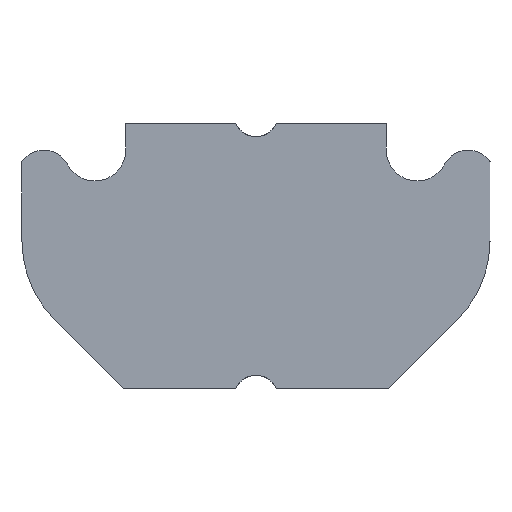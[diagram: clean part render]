
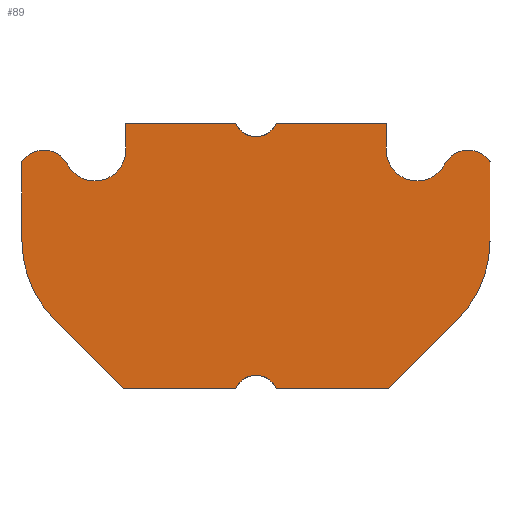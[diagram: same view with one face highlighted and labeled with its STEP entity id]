
A CAD part, left-side view. The second image highlights one B-rep face of the part: STEP entity #89.
In plain terms, the highlighted planar face has unit normal (-1, 0, 0).
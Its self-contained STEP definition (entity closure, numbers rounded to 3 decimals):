
#89 = ADVANCED_FACE( '', ( #162 ), #163, .T. );
#162 = FACE_OUTER_BOUND( '', #243, .T. );
#163 = PLANE( '', #244 );
#243 = EDGE_LOOP( '', ( #426, #427, #428, #429, #430, #431, #432, #433, #434, #435, #436, #437, #438, #439, #440, #441, #442, #443, #444 ) );
#244 = AXIS2_PLACEMENT_3D( '', #445, #446, #447 );
#426 = ORIENTED_EDGE( '', *, *, #771, .T. );
#427 = ORIENTED_EDGE( '', *, *, #772, .T. );
#428 = ORIENTED_EDGE( '', *, *, #773, .T. );
#429 = ORIENTED_EDGE( '', *, *, #769, .T. );
#430 = ORIENTED_EDGE( '', *, *, #768, .F. );
#431 = ORIENTED_EDGE( '', *, *, #765, .T. );
#432 = ORIENTED_EDGE( '', *, *, #774, .T. );
#433 = ORIENTED_EDGE( '', *, *, #775, .T. );
#434 = ORIENTED_EDGE( '', *, *, #776, .T. );
#435 = ORIENTED_EDGE( '', *, *, #777, .T. );
#436 = ORIENTED_EDGE( '', *, *, #778, .T. );
#437 = ORIENTED_EDGE( '', *, *, #779, .F. );
#438 = ORIENTED_EDGE( '', *, *, #780, .T. );
#439 = ORIENTED_EDGE( '', *, *, #781, .T. );
#440 = ORIENTED_EDGE( '', *, *, #782, .F. );
#441 = ORIENTED_EDGE( '', *, *, #741, .T. );
#442 = ORIENTED_EDGE( '', *, *, #783, .T. );
#443 = ORIENTED_EDGE( '', *, *, #784, .F. );
#444 = ORIENTED_EDGE( '', *, *, #785, .F. );
#445 = CARTESIAN_POINT( '', ( 0., -5.3, 3. ) );
#446 = DIRECTION( '', ( -1., 0., 0. ) );
#447 = DIRECTION( '', ( 0., -1., 0. ) );
#741 = EDGE_CURVE( '', #851, #849, #852, .T. );
#765 = EDGE_CURVE( '', #892, #890, #893, .T. );
#768 = EDGE_CURVE( '', #892, #895, #897, .T. );
#769 = EDGE_CURVE( '', #898, #895, #899, .T. );
#771 = EDGE_CURVE( '', #901, #902, #903, .T. );
#772 = EDGE_CURVE( '', #902, #904, #905, .T. );
#773 = EDGE_CURVE( '', #904, #898, #906, .T. );
#774 = EDGE_CURVE( '', #890, #907, #908, .T. );
#775 = EDGE_CURVE( '', #907, #909, #910, .T. );
#776 = EDGE_CURVE( '', #909, #911, #912, .T. );
#777 = EDGE_CURVE( '', #911, #913, #914, .T. );
#778 = EDGE_CURVE( '', #913, #915, #916, .T. );
#779 = EDGE_CURVE( '', #917, #915, #918, .T. );
#780 = EDGE_CURVE( '', #917, #919, #920, .T. );
#781 = EDGE_CURVE( '', #919, #921, #922, .T. );
#782 = EDGE_CURVE( '', #851, #921, #923, .T. );
#783 = EDGE_CURVE( '', #849, #924, #925, .T. );
#784 = EDGE_CURVE( '', #926, #924, #927, .T. );
#785 = EDGE_CURVE( '', #901, #926, #928, .T. );
#849 = VERTEX_POINT( '', #963 );
#851 = VERTEX_POINT( '', #966 );
#852 = LINE( '', #967, #968 );
#890 = VERTEX_POINT( '', #1021 );
#892 = VERTEX_POINT( '', #1024 );
#893 = LINE( '', #1025, #1026 );
#895 = VERTEX_POINT( '', #1029 );
#897 = CIRCLE( '', #1032, 0.5 );
#898 = VERTEX_POINT( '', #1033 );
#899 = LINE( '', #1034, #1035 );
#901 = VERTEX_POINT( '', #1038 );
#902 = VERTEX_POINT( '', #1039 );
#903 = LINE( '', #1040, #1041 );
#904 = VERTEX_POINT( '', #1042 );
#905 = CIRCLE( '', #1043, 2.5 );
#906 = LINE( '', #1044, #1045 );
#907 = VERTEX_POINT( '', #1046 );
#908 = LINE( '', #1047, #1048 );
#909 = VERTEX_POINT( '', #1049 );
#910 = CIRCLE( '', #1050, 2.5 );
#911 = VERTEX_POINT( '', #1051 );
#912 = LINE( '', #1052, #1053 );
#913 = VERTEX_POINT( '', #1054 );
#914 = LINE( '', #1055, #1056 );
#915 = VERTEX_POINT( '', #1057 );
#916 = CIRCLE( '', #1058, 0.6 );
#917 = VERTEX_POINT( '', #1059 );
#918 = CIRCLE( '', #1060, 0.7 );
#919 = VERTEX_POINT( '', #1061 );
#920 = LINE( '', #1062, #1063 );
#921 = VERTEX_POINT( '', #1064 );
#922 = LINE( '', #1065, #1066 );
#923 = CIRCLE( '', #1067, 0.5 );
#924 = VERTEX_POINT( '', #1068 );
#925 = LINE( '', #1069, #1070 );
#926 = VERTEX_POINT( '', #1071 );
#927 = CIRCLE( '', #1072, 0.7 );
#928 = CIRCLE( '', #1073, 0.6 );
#963 = CARTESIAN_POINT( '', ( 0., 2.95, 3. ) );
#966 = CARTESIAN_POINT( '', ( 0., 0.458, 3. ) );
#967 = CARTESIAN_POINT( '', ( 0., -5.3, 3. ) );
#968 = VECTOR( '', #1115, 1000. );
#1021 = CARTESIAN_POINT( '', ( 0., -3., -3. ) );
#1024 = CARTESIAN_POINT( '', ( 0., -0.458, -3. ) );
#1025 = CARTESIAN_POINT( '', ( 0., 5.3, -3. ) );
#1026 = VECTOR( '', #1153, 1000. );
#1029 = CARTESIAN_POINT( '', ( 0., 0.458, -3. ) );
#1032 = AXIS2_PLACEMENT_3D( '', #1156, #1157, #1158 );
#1033 = CARTESIAN_POINT( '', ( 0., 3., -3. ) );
#1034 = CARTESIAN_POINT( '', ( 0., 5.3, -3. ) );
#1035 = VECTOR( '', #1159, 1000. );
#1038 = CARTESIAN_POINT( '', ( 0., 5.3, 2.132 ) );
#1039 = CARTESIAN_POINT( '', ( 0., 5.3, 0.336 ) );
#1040 = CARTESIAN_POINT( '', ( 0., 5.3, 3. ) );
#1041 = VECTOR( '', #1161, 1000. );
#1042 = CARTESIAN_POINT( '', ( 0., 4.568, -1.432 ) );
#1043 = AXIS2_PLACEMENT_3D( '', #1162, #1163, #1164 );
#1044 = CARTESIAN_POINT( '', ( 0., 1.85, -4.15 ) );
#1045 = VECTOR( '', #1165, 1000. );
#1046 = CARTESIAN_POINT( '', ( 0., -4.568, -1.432 ) );
#1047 = CARTESIAN_POINT( '', ( 0., -3., -3. ) );
#1048 = VECTOR( '', #1166, 1000. );
#1049 = CARTESIAN_POINT( '', ( 0., -5.3, 0.336 ) );
#1050 = AXIS2_PLACEMENT_3D( '', #1167, #1168, #1169 );
#1051 = CARTESIAN_POINT( '', ( 0., -5.3, 2.132 ) );
#1052 = CARTESIAN_POINT( '', ( 0., -5.3, -3. ) );
#1053 = VECTOR( '', #1170, 1000. );
#1054 = CARTESIAN_POINT( '', ( 0., -5.3, 2.132 ) );
#1055 = CARTESIAN_POINT( '', ( 0., -5.3, 2.132 ) );
#1056 = VECTOR( '', #1171, 1000. );
#1057 = CARTESIAN_POINT( '', ( 0., -4.289, 2.115 ) );
#1058 = AXIS2_PLACEMENT_3D( '', #1172, #1173, #1174 );
#1059 = CARTESIAN_POINT( '', ( 0., -2.95, 2.4 ) );
#1060 = AXIS2_PLACEMENT_3D( '', #1175, #1176, #1177 );
#1061 = CARTESIAN_POINT( '', ( 0., -2.95, 3. ) );
#1062 = CARTESIAN_POINT( '', ( 0., -2.95, 4.001 ) );
#1063 = VECTOR( '', #1178, 1000. );
#1064 = CARTESIAN_POINT( '', ( 0., -0.458, 3. ) );
#1065 = CARTESIAN_POINT( '', ( 0., -5.3, 3. ) );
#1066 = VECTOR( '', #1179, 1000. );
#1067 = AXIS2_PLACEMENT_3D( '', #1180, #1181, #1182 );
#1068 = CARTESIAN_POINT( '', ( 0., 2.95, 2.4 ) );
#1069 = CARTESIAN_POINT( '', ( 0., 2.95, 2.4 ) );
#1070 = VECTOR( '', #1183, 1000. );
#1071 = CARTESIAN_POINT( '', ( 0., 4.289, 2.115 ) );
#1072 = AXIS2_PLACEMENT_3D( '', #1184, #1185, #1186 );
#1073 = AXIS2_PLACEMENT_3D( '', #1187, #1188, #1189 );
#1115 = DIRECTION( '', ( 0., 1., 0. ) );
#1153 = DIRECTION( '', ( 0., -1., 0. ) );
#1156 = CARTESIAN_POINT( '', ( 0., 0., -3.2 ) );
#1157 = DIRECTION( '', ( -1., 0., 0. ) );
#1158 = DIRECTION( '', ( 0., -1., 0. ) );
#1159 = DIRECTION( '', ( 0., -1., 0. ) );
#1161 = DIRECTION( '', ( 0., 0., -1. ) );
#1162 = CARTESIAN_POINT( '', ( 0., 2.8, 0.336 ) );
#1163 = DIRECTION( '', ( -1., 0., 0. ) );
#1164 = DIRECTION( '', ( 0., -1., 0. ) );
#1165 = DIRECTION( '', ( 0., -0.707, -0.707 ) );
#1166 = DIRECTION( '', ( 0., -0.707, 0.707 ) );
#1167 = CARTESIAN_POINT( '', ( 0., -2.8, 0.336 ) );
#1168 = DIRECTION( '', ( -1., 0., 0. ) );
#1169 = DIRECTION( '', ( 0., -1., 0. ) );
#1170 = DIRECTION( '', ( 0., 0., 1. ) );
#1171 = DIRECTION( '', ( 0., 0.569, -0.822 ) );
#1172 = CARTESIAN_POINT( '', ( 0., -4.8, 1.8 ) );
#1173 = DIRECTION( '', ( -1., 0., 0. ) );
#1174 = DIRECTION( '', ( 0., -1., 0. ) );
#1175 = CARTESIAN_POINT( '', ( 0., -3.65, 2.4 ) );
#1176 = DIRECTION( '', ( -1., 0., 0. ) );
#1177 = DIRECTION( '', ( 0., -1., 0. ) );
#1178 = DIRECTION( '', ( 0., 0., 1. ) );
#1179 = DIRECTION( '', ( 0., 1., 0. ) );
#1180 = CARTESIAN_POINT( '', ( 0., 0., 3.2 ) );
#1181 = DIRECTION( '', ( -1., 0., 0. ) );
#1182 = DIRECTION( '', ( 0., -1., 0. ) );
#1183 = DIRECTION( '', ( 0., 0., -1. ) );
#1184 = CARTESIAN_POINT( '', ( 0., 3.65, 2.4 ) );
#1185 = DIRECTION( '', ( -1., 0., 0. ) );
#1186 = DIRECTION( '', ( 0., -1., 0. ) );
#1187 = CARTESIAN_POINT( '', ( 0., 4.8, 1.8 ) );
#1188 = DIRECTION( '', ( 1., 0., 0. ) );
#1189 = DIRECTION( '', ( 0., -1., 0. ) );
